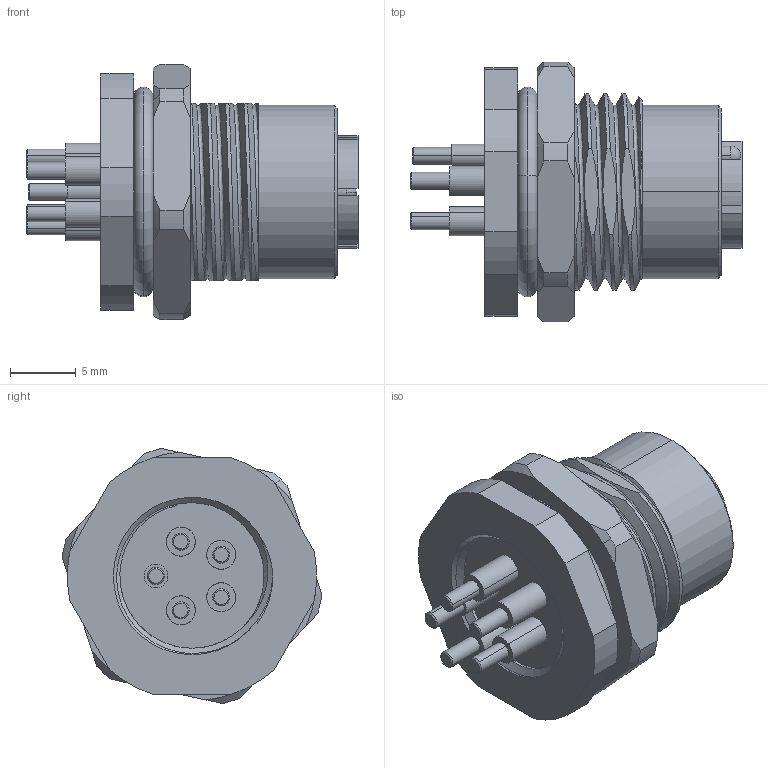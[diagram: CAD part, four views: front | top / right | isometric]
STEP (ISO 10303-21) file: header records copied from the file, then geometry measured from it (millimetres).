
FILE_DESCRIPTION (( 'STEP AP203' ), '1' );
FILE_NAME ('54-00446.STEP', '2025-03-13T23:20:01', ( '' ), ( '' ), 'SwSTEP 2.0', 'SolidWorks 2021', '' );
FILE_SCHEMA (( 'CONFIG_CONTROL_DESIGN' ));
Length unit declared in the file: millimetre
Products named in the file (8): 54-00446-01___; 54-00446-02___; 54-00446-06___; 54-00446-07___; 54-00446-04___; 54-00446; 54-00446-03___; 54-00446-05___
Assembly tree (10 placements, depth 2):
  54-00446
    54-00446-01___
    54-00446-02___
    54-00446-04___
    54-00446-05___
    54-00446-06___
    54-00446-03___  x4
    54-00446-07___
Bounding box: 25.3 x 19.8 x 19.44 mm (x, y, z)
Volume: 2968.6 mm3; surface area: 5691 mm2
Topology: 10 solids, 10 shells, 353 faces, 876 edges, 559 vertices
Faces by surface type: cylinder 137, plane 119, cone 55, torus 30, bspline 10, sphere 2
Entity records: 12373 total; most frequent: CARTESIAN_POINT 5306, ORIENTED_EDGE 1324, DIRECTION 1269, EDGE_CURVE 662, AXIS2_PLACEMENT_3D 510, VERTEX_POINT 430, EDGE_LOOP 298, ADVANCED_FACE 263
